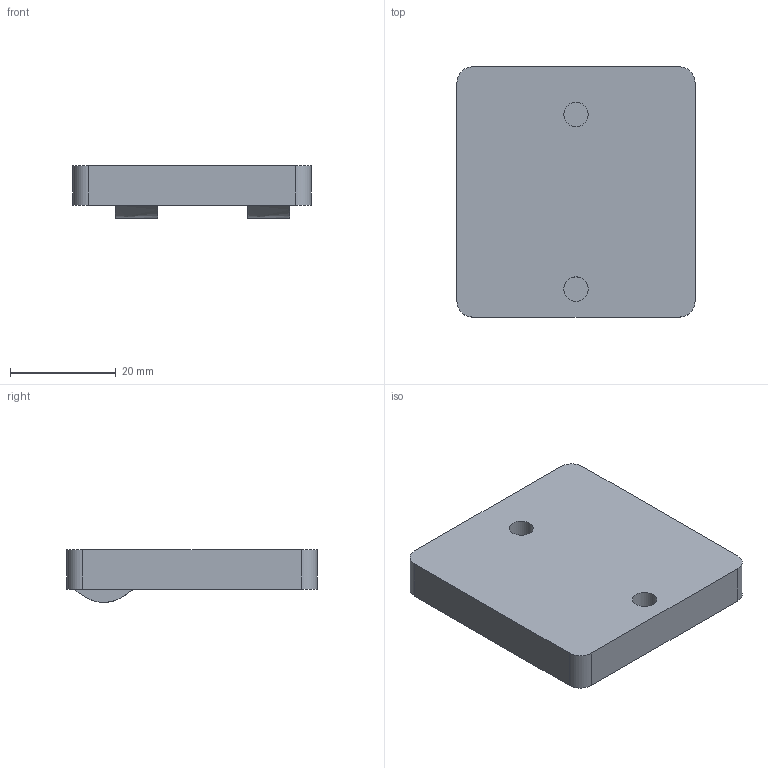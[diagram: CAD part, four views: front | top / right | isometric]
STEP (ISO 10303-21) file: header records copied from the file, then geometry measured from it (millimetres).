
FILE_DESCRIPTION(('FreeCAD Model'),'2;1');
FILE_NAME('Open CASCADE Shape Model','2024-01-28T18:30:49',(''),(''), 'Open CASCADE STEP processor 7.7','FreeCAD','Unknown');
FILE_SCHEMA(('AUTOMOTIVE_DESIGN { 1 0 10303 214 1 1 1 1 }'));
Length unit declared in the file: millimetre
Products named in the file (1): lbottom
Bounding box: 45 x 47.3 x 10 mm (x, y, z)
Volume: 14026.7 mm3; surface area: 6167.3 mm2
Topology: 1 solids, 1 shells, 45 faces, 108 edges, 69 vertices
Faces by surface type: plane 35, cylinder 8, extrusion 2
Full cylindrical faces by diameter (mm): 3.3 x2, 4.6 x2
Entity records: 1516 total; most frequent: CARTESIAN_POINT 455, ORIENTED_EDGE 216, DIRECTION 202, EDGE_CURVE 108, VECTOR 82, LINE 80, VERTEX_POINT 69, AXIS2_PLACEMENT_3D 60
